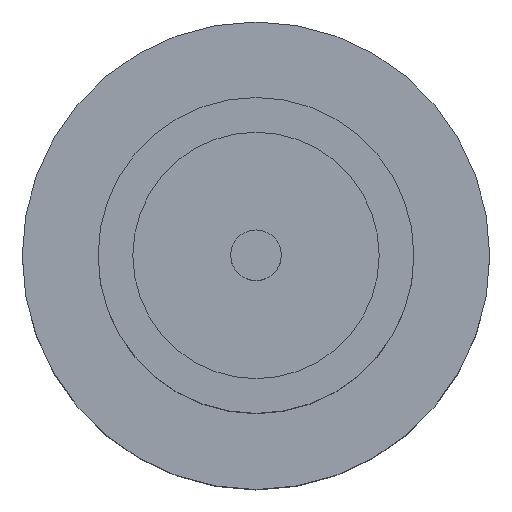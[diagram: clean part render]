
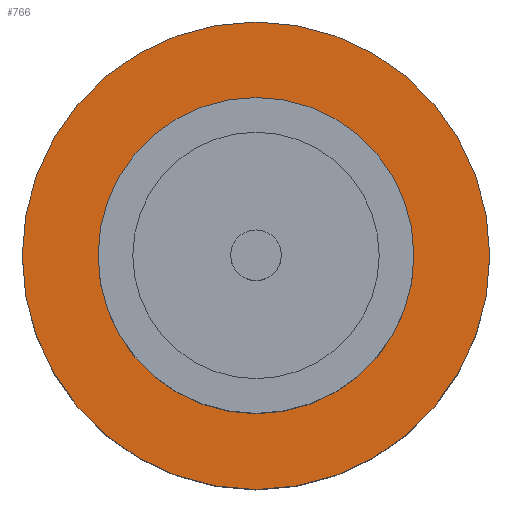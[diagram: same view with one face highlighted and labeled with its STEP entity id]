
A CAD part, top view. The second image highlights one B-rep face of the part: STEP entity #766.
In plain terms, the highlighted planar face has unit normal (0, 0, 1).
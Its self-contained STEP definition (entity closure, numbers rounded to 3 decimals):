
#8 = CIRCLE ( 'NONE', #602, 1.85 ) ;
#11 = DIRECTION ( 'NONE',  ( 0., 0., 1. ) ) ;
#30 = ORIENTED_EDGE ( 'NONE', *, *, #667, .T. ) ;
#36 = AXIS2_PLACEMENT_3D ( 'NONE', #457, #399, #848 ) ;
#48 = CARTESIAN_POINT ( 'NONE',  ( 1.25, 0., 1.55 ) ) ;
#75 = CARTESIAN_POINT ( 'NONE',  ( 0., 0., 1.55 ) ) ;
#167 = CIRCLE ( 'NONE', #36, 1.25 ) ;
#197 = DIRECTION ( 'NONE',  ( 0., 0., 1. ) ) ;
#214 = DIRECTION ( 'NONE',  ( 1., 0., 0. ) ) ;
#245 = CARTESIAN_POINT ( 'NONE',  ( -1.85, 0., 1.55 ) ) ;
#249 = ORIENTED_EDGE ( 'NONE', *, *, #748, .T. ) ;
#267 = CARTESIAN_POINT ( 'NONE',  ( 0., 0., 1.55 ) ) ;
#314 = DIRECTION ( 'NONE',  ( 1., 0., 0. ) ) ;
#316 = FACE_OUTER_BOUND ( 'NONE', #371, .T. ) ;
#334 = AXIS2_PLACEMENT_3D ( 'NONE', #780, #786, #645 ) ;
#342 = DIRECTION ( 'NONE',  ( 0., 0., 1. ) ) ;
#354 = PLANE ( 'NONE',  #381 ) ;
#355 = VERTEX_POINT ( 'NONE', #245 ) ;
#371 = EDGE_LOOP ( 'NONE', ( #30, #249 ) ) ;
#381 = AXIS2_PLACEMENT_3D ( 'NONE', #75, #342, #672 ) ;
#384 = VERTEX_POINT ( 'NONE', #590 ) ;
#397 = ORIENTED_EDGE ( 'NONE', *, *, #635, .F. ) ;
#399 = DIRECTION ( 'NONE',  ( 0., 0., 1. ) ) ;
#446 = EDGE_CURVE ( 'NONE', #384, #683, #167, .T. ) ;
#457 = CARTESIAN_POINT ( 'NONE',  ( 0., 0., 1.55 ) ) ;
#472 = ORIENTED_EDGE ( 'NONE', *, *, #446, .F. ) ;
#485 = CARTESIAN_POINT ( 'NONE',  ( 1.85, 0., 1.55 ) ) ;
#528 = CIRCLE ( 'NONE', #334, 1.25 ) ;
#549 = CIRCLE ( 'NONE', #661, 1.85 ) ;
#557 = EDGE_LOOP ( 'NONE', ( #397, #472 ) ) ;
#578 = VERTEX_POINT ( 'NONE', #485 ) ;
#590 = CARTESIAN_POINT ( 'NONE',  ( -1.25, 0., 1.55 ) ) ;
#602 = AXIS2_PLACEMENT_3D ( 'NONE', #722, #197, #314 ) ;
#635 = EDGE_CURVE ( 'NONE', #683, #384, #528, .T. ) ;
#641 = FACE_BOUND ( 'NONE', #557, .T. ) ;
#645 = DIRECTION ( 'NONE',  ( 1., 0., 0. ) ) ;
#661 = AXIS2_PLACEMENT_3D ( 'NONE', #267, #11, #214 ) ;
#667 = EDGE_CURVE ( 'NONE', #355, #578, #8, .T. ) ;
#672 = DIRECTION ( 'NONE',  ( 1., 0., 0. ) ) ;
#683 = VERTEX_POINT ( 'NONE', #48 ) ;
#722 = CARTESIAN_POINT ( 'NONE',  ( 0., 0., 1.55 ) ) ;
#748 = EDGE_CURVE ( 'NONE', #578, #355, #549, .T. ) ;
#766 = ADVANCED_FACE ( 'NONE', ( #641, #316 ), #354, .T. ) ;
#780 = CARTESIAN_POINT ( 'NONE',  ( 0., 0., 1.55 ) ) ;
#786 = DIRECTION ( 'NONE',  ( 0., 0., 1. ) ) ;
#848 = DIRECTION ( 'NONE',  ( 1., 0., 0. ) ) ;
